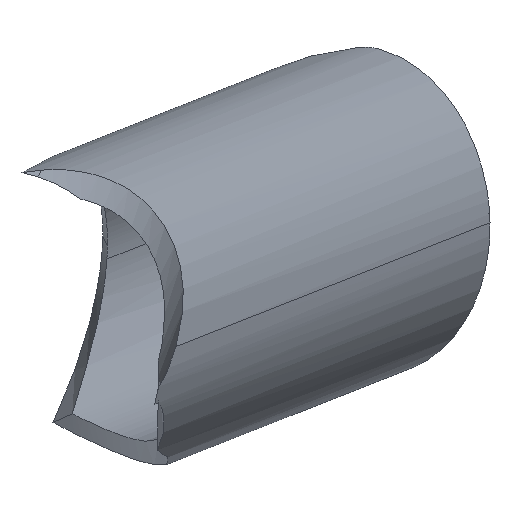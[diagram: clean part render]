
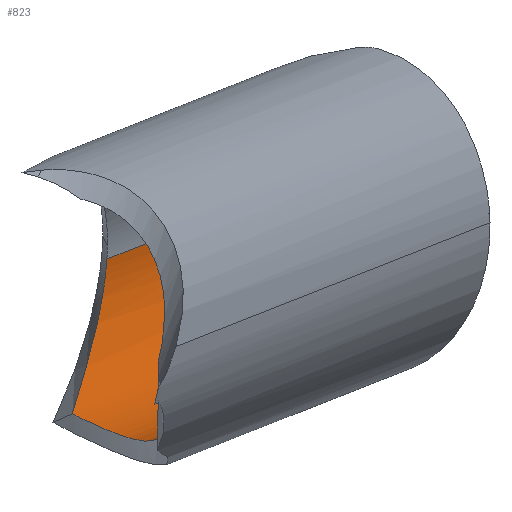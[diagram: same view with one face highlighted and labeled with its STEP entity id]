
A CAD part, left-side view. The second image highlights one B-rep face of the part: STEP entity #823.
In plain terms, the highlighted cylindrical face has radius 10.5 mm (diameter 21 mm), a partial arc.
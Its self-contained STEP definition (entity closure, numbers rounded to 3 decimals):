
#184=CARTESIAN_POINT('Vertex',(-1923.259,291.54,108.547)) ;
#188=CARTESIAN_POINT('Control Point',(-1924.051,291.86,107.031)) ;
#189=CARTESIAN_POINT('Control Point',(-1923.818,291.727,107.546)) ;
#190=CARTESIAN_POINT('Control Point',(-1923.549,291.62,108.051)) ;
#191=CARTESIAN_POINT('Control Point',(-1923.259,291.54,108.547)) ;
#192=CARTESIAN_POINT('Vertex',(-1924.051,291.86,107.031)) ;
#562=CARTESIAN_POINT('Vertex',(-1841.039,290.452,116.961)) ;
#566=CARTESIAN_POINT('Control Point',(-1841.201,268.699,117.562)) ;
#567=CARTESIAN_POINT('Control Point',(-1841.101,268.671,116.037)) ;
#568=CARTESIAN_POINT('Control Point',(-1840.768,268.866,114.524)) ;
#569=CARTESIAN_POINT('Control Point',(-1840.201,269.291,113.12)) ;
#570=CARTESIAN_POINT('Control Point',(-1838.948,270.329,111.004)) ;
#571=CARTESIAN_POINT('Control Point',(-1837.429,271.836,109.44)) ;
#572=CARTESIAN_POINT('Control Point',(-1836.774,272.542,108.887)) ;
#573=CARTESIAN_POINT('Control Point',(-1835.638,273.917,108.096)) ;
#574=CARTESIAN_POINT('Control Point',(-1834.739,275.577,107.639)) ;
#575=CARTESIAN_POINT('Control Point',(-1834.424,276.349,107.508)) ;
#576=CARTESIAN_POINT('Control Point',(-1834.16,277.59,107.422)) ;
#577=CARTESIAN_POINT('Control Point',(-1834.195,278.846,107.481)) ;
#578=CARTESIAN_POINT('Control Point',(-1834.239,279.269,107.517)) ;
#579=CARTESIAN_POINT('Control Point',(-1834.398,280.189,107.627)) ;
#580=CARTESIAN_POINT('Control Point',(-1834.666,281.074,107.798)) ;
#581=CARTESIAN_POINT('Control Point',(-1834.838,281.547,107.907)) ;
#582=CARTESIAN_POINT('Control Point',(-1835.291,282.645,108.205)) ;
#583=CARTESIAN_POINT('Control Point',(-1835.824,283.679,108.588)) ;
#584=CARTESIAN_POINT('Control Point',(-1836.149,284.259,108.837)) ;
#585=CARTESIAN_POINT('Control Point',(-1837.108,285.859,109.632)) ;
#586=CARTESIAN_POINT('Control Point',(-1838.111,287.288,110.675)) ;
#587=CARTESIAN_POINT('Control Point',(-1838.751,288.137,111.464)) ;
#588=CARTESIAN_POINT('Control Point',(-1839.716,289.316,112.937)) ;
#589=CARTESIAN_POINT('Control Point',(-1840.473,290.076,114.74)) ;
#590=CARTESIAN_POINT('Control Point',(-1840.715,290.288,115.453)) ;
#591=CARTESIAN_POINT('Control Point',(-1840.906,290.415,116.2)) ;
#592=CARTESIAN_POINT('Control Point',(-1841.039,290.452,116.961)) ;
#593=CARTESIAN_POINT('Vertex',(-1841.201,268.699,117.562)) ;
#621=CARTESIAN_POINT('Control Point',(-1887.56,298.385,103.105)) ;
#622=CARTESIAN_POINT('Control Point',(-1885.607,298.249,103.561)) ;
#623=CARTESIAN_POINT('Control Point',(-1883.662,298.102,104.039)) ;
#624=CARTESIAN_POINT('Control Point',(-1881.721,297.947,104.543)) ;
#625=CARTESIAN_POINT('Control Point',(-1878.316,297.661,105.48)) ;
#626=CARTESIAN_POINT('Control Point',(-1874.945,297.357,106.524)) ;
#627=CARTESIAN_POINT('Control Point',(-1873.508,297.224,106.994)) ;
#628=CARTESIAN_POINT('Control Point',(-1871.073,296.993,107.84)) ;
#629=CARTESIAN_POINT('Control Point',(-1868.677,296.755,108.788)) ;
#630=CARTESIAN_POINT('Control Point',(-1867.704,296.656,109.196)) ;
#631=CARTESIAN_POINT('Control Point',(-1866.092,296.49,109.921)) ;
#632=CARTESIAN_POINT('Control Point',(-1864.526,296.321,110.742)) ;
#633=CARTESIAN_POINT('Control Point',(-1863.914,296.254,111.086)) ;
#634=CARTESIAN_POINT('Control Point',(-1862.924,296.142,111.691)) ;
#635=CARTESIAN_POINT('Control Point',(-1861.994,296.031,112.384)) ;
#636=CARTESIAN_POINT('Control Point',(-1861.645,295.989,112.67)) ;
#637=CARTESIAN_POINT('Control Point',(-1861.041,295.912,113.223)) ;
#638=CARTESIAN_POINT('Control Point',(-1860.536,295.84,113.867)) ;
#639=CARTESIAN_POINT('Control Point',(-1860.336,295.809,114.175)) ;
#640=CARTESIAN_POINT('Control Point',(-1860.182,295.78,114.512)) ;
#641=CARTESIAN_POINT('Control Point',(-1860.1,295.758,114.867)) ;
#642=CARTESIAN_POINT('Vertex',(-1887.56,298.385,103.105)) ;
#644=CARTESIAN_POINT('Vertex',(-1860.1,295.758,114.867)) ;
#754=CARTESIAN_POINT('Line Origine',(-1881.525,279.923,113.132)) ;
#759=CARTESIAN_POINT('Line Origine',(-1875.894,300.154,113.132)) ;
#775=CARTESIAN_POINT('Axis2P3D Location',(-1878.71,290.038,113.132)) ;
#781=CARTESIAN_POINT('Control Point',(-1924.051,291.86,107.031)) ;
#782=CARTESIAN_POINT('Control Point',(-1923.53,291.8,106.484)) ;
#783=CARTESIAN_POINT('Control Point',(-1922.936,291.756,106.004)) ;
#784=CARTESIAN_POINT('Control Point',(-1922.293,291.718,105.593)) ;
#785=CARTESIAN_POINT('Control Point',(-1921.022,291.652,104.91)) ;
#786=CARTESIAN_POINT('Control Point',(-1919.682,291.592,104.374)) ;
#787=CARTESIAN_POINT('Control Point',(-1919.038,291.565,104.145)) ;
#788=CARTESIAN_POINT('Control Point',(-1917.424,291.5,103.628)) ;
#789=CARTESIAN_POINT('Control Point',(-1915.78,291.445,103.214)) ;
#790=CARTESIAN_POINT('Control Point',(-1914.795,291.417,102.992)) ;
#791=CARTESIAN_POINT('Control Point',(-1913.12,291.379,102.653)) ;
#792=CARTESIAN_POINT('Control Point',(-1911.435,291.361,102.363)) ;
#793=CARTESIAN_POINT('Control Point',(-1910.747,291.357,102.252)) ;
#794=CARTESIAN_POINT('Control Point',(-1908.036,291.359,101.843)) ;
#795=CARTESIAN_POINT('Control Point',(-1905.312,291.429,101.528)) ;
#796=CARTESIAN_POINT('Control Point',(-1903.298,291.529,101.339)) ;
#797=CARTESIAN_POINT('Control Point',(-1900.352,291.759,101.123)) ;
#798=CARTESIAN_POINT('Control Point',(-1897.422,292.174,101.022)) ;
#799=CARTESIAN_POINT('Control Point',(-1896.52,292.323,101.003)) ;
#800=CARTESIAN_POINT('Control Point',(-1894.981,292.62,100.993)) ;
#801=CARTESIAN_POINT('Control Point',(-1893.463,293.008,101.035)) ;
#802=CARTESIAN_POINT('Control Point',(-1892.839,293.188,101.062)) ;
#803=CARTESIAN_POINT('Control Point',(-1891.482,293.632,101.148)) ;
#804=CARTESIAN_POINT('Control Point',(-1890.184,294.215,101.31)) ;
#805=CARTESIAN_POINT('Control Point',(-1889.496,294.588,101.427)) ;
#806=CARTESIAN_POINT('Control Point',(-1888.573,295.236,101.657)) ;
#807=CARTESIAN_POINT('Control Point',(-1887.912,296.084,102.01)) ;
#808=CARTESIAN_POINT('Control Point',(-1887.74,296.366,102.131)) ;
#809=CARTESIAN_POINT('Control Point',(-1887.497,296.938,102.389)) ;
#810=CARTESIAN_POINT('Control Point',(-1887.429,297.541,102.678)) ;
#811=CARTESIAN_POINT('Control Point',(-1887.439,297.829,102.82)) ;
#812=CARTESIAN_POINT('Control Point',(-1887.485,298.111,102.963)) ;
#813=CARTESIAN_POINT('Control Point',(-1887.56,298.385,103.105)) ;
#755=DIRECTION('Vector Direction',(0.958,-0.267,0.105)) ;
#760=DIRECTION('Vector Direction',(0.958,-0.267,0.105)) ;
#776=DIRECTION('Axis2P3D Direction',(0.958,-0.267,0.105)) ;
#777=DIRECTION('Axis2P3D XDirection',(-0.268,-0.963,0.)) ;
#778=AXIS2_PLACEMENT_3D('Cylinder Axis2P3D',#775,#776,#777) ;
#816=ORIENTED_EDGE('',*,*,#595,.T.) ;
#817=ORIENTED_EDGE('',*,*,#763,.F.) ;
#818=ORIENTED_EDGE('',*,*,#646,.F.) ;
#819=ORIENTED_EDGE('',*,*,#814,.F.) ;
#820=ORIENTED_EDGE('',*,*,#194,.T.) ;
#821=ORIENTED_EDGE('',*,*,#758,.T.) ;
#756=VECTOR('Line Direction',#755,1.) ;
#761=VECTOR('Line Direction',#760,1.) ;
#823=ADVANCED_FACE('Corps principal',(#822),#779,.F.) ;
#187=B_SPLINE_CURVE_WITH_KNOTS('',3,(#188,#189,#190,#191),.UNSPECIFIED.,.F.,.U.,(4,4),(2.041,4.504),.UNSPECIFIED.) ;
#565=B_SPLINE_CURVE_WITH_KNOTS('',5,(#566,#567,#568,#569,#570,#571,#572,#573,#574,#575,#576,#577,#578,#579,#580,#581,#582,#583,#584,#585,#586,#587,#588,#589,#590,#591,#592),.UNSPECIFIED.,.F.,.U.,(6,3,3,3,3,3,3,3,6),(0.,10.804,18.604,24.455,27.461,31.088,36.106,45.399,50.869),.UNSPECIFIED.) ;
#620=B_SPLINE_CURVE_WITH_KNOTS('',5,(#621,#622,#623,#624,#625,#626,#627,#628,#629,#630,#631,#632,#633,#634,#635,#636,#637,#638,#639,#640,#641),.UNSPECIFIED.,.F.,.U.,(6,3,3,3,3,3,6),(62.816,77.096,87.862,95.391,100.411,103.625,106.203),.UNSPECIFIED.) ;
#780=B_SPLINE_CURVE_WITH_KNOTS('',5,(#781,#782,#783,#784,#785,#786,#787,#788,#789,#790,#791,#792,#793,#794,#795,#796,#797,#798,#799,#800,#801,#802,#803,#804,#805,#806,#807,#808,#809,#810,#811,#812,#813),.UNSPECIFIED.,.F.,.U.,(6,3,3,3,3,3,3,3,3,3,6),(1.385,6.749,11.583,18.737,23.668,38.121,44.597,49.198,54.698,57.159,59.409),.UNSPECIFIED.) ;
#779=CYLINDRICAL_SURFACE('generated cylinder',#778,10.5) ;
#194=EDGE_CURVE('',#193,#185,#187,.T.) ;
#595=EDGE_CURVE('',#594,#563,#565,.T.) ;
#646=EDGE_CURVE('',#643,#645,#620,.T.) ;
#758=EDGE_CURVE('',#185,#594,#757,.T.) ;
#763=EDGE_CURVE('',#645,#563,#762,.T.) ;
#814=EDGE_CURVE('',#193,#643,#780,.T.) ;
#815=EDGE_LOOP('',(#816,#817,#818,#819,#820,#821)) ;
#822=FACE_OUTER_BOUND('',#815,.T.) ;
#757=LINE('Line',#754,#756) ;
#762=LINE('Line',#759,#761) ;
#185=VERTEX_POINT('',#184) ;
#193=VERTEX_POINT('',#192) ;
#563=VERTEX_POINT('',#562) ;
#594=VERTEX_POINT('',#593) ;
#643=VERTEX_POINT('',#642) ;
#645=VERTEX_POINT('',#644) ;
